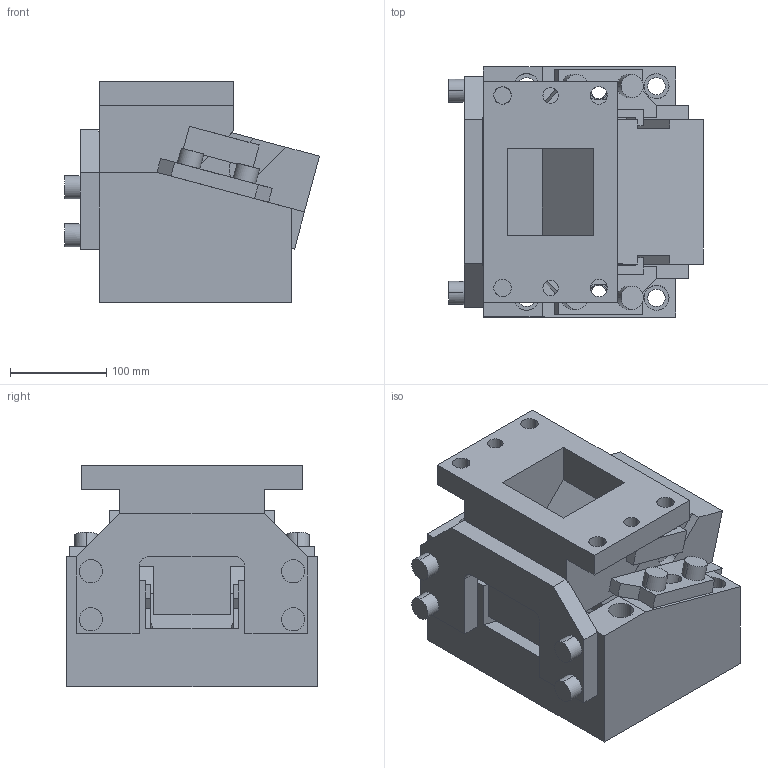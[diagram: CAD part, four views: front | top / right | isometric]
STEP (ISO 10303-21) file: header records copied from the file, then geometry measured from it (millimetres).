
FILE_DESCRIPTION(('CATIA V5 STEP Exchange'),'2;1');
FILE_NAME('CDCA_150_15_70.stp','2018-09-13T14:39:17+00:00',('none'),('none'),'CATIA Version 5 Release 20 GA (IN-10)','CATIA V5 STEP AP203','none');
FILE_SCHEMA(('CONFIG_CONTROL_DESIGN'));
Length unit declared in the file: millimetre
Products named in the file (1): CDCA_150_15_70
Bounding box: 264.73 x 260 x 230 mm (x, y, z)
Volume: 8464155.7 mm3; surface area: 658477.1 mm2
Topology: 3 solids, 3 shells, 234 faces, 602 edges, 396 vertices
Faces by surface type: plane 152, cylinder 82
Entity records: 7874 total; most frequent: CARTESIAN_POINT 2715, ORIENTED_EDGE 1204, DIRECTION 752, EDGE_CURVE 602, VERTEX_POINT 396, AXIS2_PLACEMENT_3D 330, B_SPLINE_CURVE_WITH_KNOTS 282, EDGE_LOOP 282
